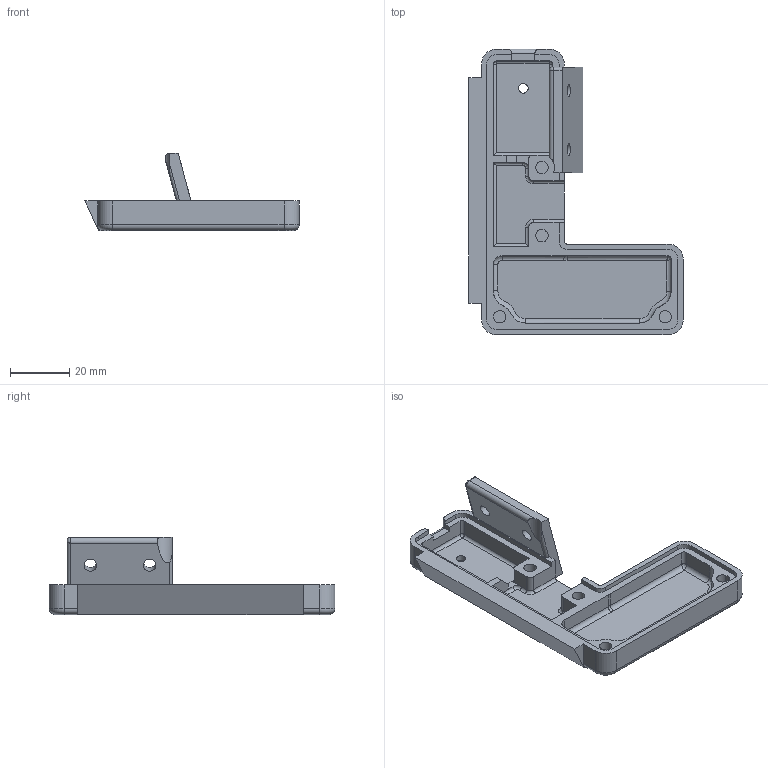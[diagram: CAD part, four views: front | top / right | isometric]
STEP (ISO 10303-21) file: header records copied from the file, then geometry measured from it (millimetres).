
FILE_DESCRIPTION(/* description */ ('HOOPS Exchange Step'),/* implementation_level */ '2;1');
FILE_NAME(/* name */ 'Crosses-Wireless-Thumbcluster.step',/* time_stamp */ '2025-10-02T18:14:50-05:00',/* author */ (''),/* organization */ (''),/* preprocessor_version */ 'ST-DEVELOPER v20.1',/* originating_system */ 'Autodesk Translation Framework v14.17.0.0',/* authorisation */ '');
FILE_SCHEMA (('AUTOMOTIVE_DESIGN { 1 0 10303 214 3 1 1 }'));
Length unit declared in the file: millimetre
Products named in the file (2): root; Crosses Variant
Assembly tree (1 placements, depth 2):
  root
    Crosses Variant
Bounding box: 72.21 x 96.3 x 26 mm (x, y, z)
Volume: 23263.1 mm3; surface area: 15626.2 mm2
Topology: 1 solids, 1 shells, 141 faces, 357 edges, 222 vertices
Faces by surface type: plane 62, cylinder 60, bspline 10, torus 9
Full cylindrical faces by diameter (mm): 3.2 x1, 4.2 x4
Entity records: 4954 total; most frequent: CARTESIAN_POINT 1459, DIRECTION 734, ORIENTED_EDGE 712, EDGE_CURVE 356, AXIS2_PLACEMENT_3D 256, LINE 222, VECTOR 222, VERTEX_POINT 222
